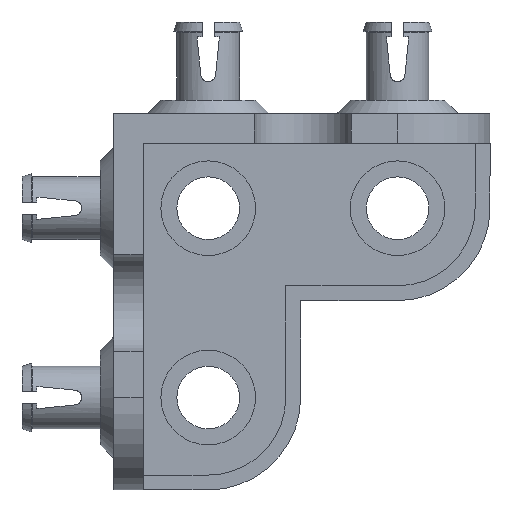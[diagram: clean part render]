
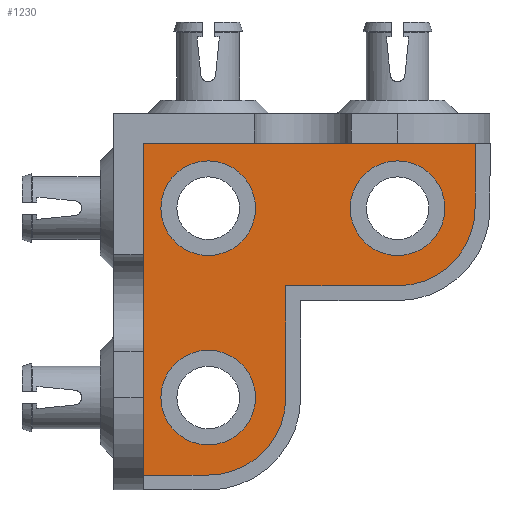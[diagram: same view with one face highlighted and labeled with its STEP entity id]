
A CAD part, front view. The second image highlights one B-rep face of the part: STEP entity #1230.
In plain terms, the highlighted planar face has unit normal (0, -1, 0).
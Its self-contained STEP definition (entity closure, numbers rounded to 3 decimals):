
#149=CARTESIAN_POINT('',(-4.35,2.175,-24.25));
#150=VERTEX_POINT('',#149);
#157=CARTESIAN_POINT('',(-4.35,2.175,-2.0));
#158=VERTEX_POINT('',#157);
#159=CARTESIAN_POINT('',(-4.35,2.175,-24.25));
#160=DIRECTION('',(0.0,0.0,1.0));
#161=VECTOR('',#160,22.25);
#162=LINE('',#159,#161);
#163=EDGE_CURVE('',#150,#158,#162,.T.);
#287=CARTESIAN_POINT('',(17.9,2.175,-2.));
#288=VERTEX_POINT('',#287);
#289=CARTESIAN_POINT('',(-4.35,2.175,-2.0));
#290=DIRECTION('',(1.0,0.0,0.0));
#291=VECTOR('',#290,22.25);
#292=LINE('',#289,#291);
#293=EDGE_CURVE('',#158,#288,#292,.T.);
#437=CARTESIAN_POINT('',(9.525,2.175,-6.35));
#438=VERTEX_POINT('',#437);
#439=CARTESIAN_POINT('',(12.7,2.175,-6.35));
#440=DIRECTION('',(0.0,1.0,0.0));
#441=DIRECTION('',(1.0,0.0,0.0));
#442=AXIS2_PLACEMENT_3D('',#439,#440,#441);
#443=CIRCLE('',#442,3.175);
#444=EDGE_CURVE('',#438,#438,#443,.T.);
#517=CARTESIAN_POINT('',(-3.175,2.175,-6.35));
#518=VERTEX_POINT('',#517);
#519=CARTESIAN_POINT('',(0.,2.175,-6.35));
#520=DIRECTION('',(0.0,1.0,0.0));
#521=DIRECTION('',(1.0,0.0,0.0));
#522=AXIS2_PLACEMENT_3D('',#519,#520,#521);
#523=CIRCLE('',#522,3.175);
#524=EDGE_CURVE('',#518,#518,#523,.T.);
#597=CARTESIAN_POINT('',(-3.175,2.175,-19.05));
#598=VERTEX_POINT('',#597);
#599=CARTESIAN_POINT('',(0.,2.175,-19.05));
#600=DIRECTION('',(0.0,1.0,0.0));
#601=DIRECTION('',(1.0,0.0,0.0));
#602=AXIS2_PLACEMENT_3D('',#599,#600,#601);
#603=CIRCLE('',#602,3.175);
#604=EDGE_CURVE('',#598,#598,#603,.T.);
#666=CARTESIAN_POINT('',(17.9,2.175,-6.35));
#667=VERTEX_POINT('',#666);
#668=CARTESIAN_POINT('',(17.9,2.175,-6.35));
#669=DIRECTION('',(0.0,0.0,1.0));
#670=VECTOR('',#669,4.35);
#671=LINE('',#668,#670);
#672=EDGE_CURVE('',#667,#288,#671,.T.);
#737=CARTESIAN_POINT('',(12.7,2.175,-11.55));
#738=VERTEX_POINT('',#737);
#739=CARTESIAN_POINT('',(12.7,2.175,-6.35));
#740=DIRECTION('',(0.0,-1.0,0.0));
#741=DIRECTION('',(-1.0,0.0,0.0));
#742=AXIS2_PLACEMENT_3D('',#739,#740,#741);
#743=CIRCLE('',#742,5.2);
#744=EDGE_CURVE('',#738,#667,#743,.T.);
#770=CARTESIAN_POINT('',(5.2,2.175,-11.55));
#771=VERTEX_POINT('',#770);
#772=CARTESIAN_POINT('',(5.2,2.175,-11.55));
#773=DIRECTION('',(1.0,0.0,0.0));
#774=VECTOR('',#773,7.5);
#775=LINE('',#772,#774);
#776=EDGE_CURVE('',#771,#738,#775,.T.);
#801=CARTESIAN_POINT('',(5.2,2.175,-19.05));
#802=VERTEX_POINT('',#801);
#803=CARTESIAN_POINT('',(5.2,2.175,-19.05));
#804=DIRECTION('',(0.0,0.0,1.0));
#805=VECTOR('',#804,7.5);
#806=LINE('',#803,#805);
#807=EDGE_CURVE('',#802,#771,#806,.T.);
#832=CARTESIAN_POINT('',(0.,2.175,-24.25));
#833=VERTEX_POINT('',#832);
#834=CARTESIAN_POINT('',(0.,2.175,-19.05));
#835=DIRECTION('',(0.0,-1.0,0.0));
#836=DIRECTION('',(-1.0,0.0,0.0));
#837=AXIS2_PLACEMENT_3D('',#834,#835,#836);
#838=CIRCLE('',#837,5.2);
#839=EDGE_CURVE('',#833,#802,#838,.T.);
#865=CARTESIAN_POINT('',(-4.35,2.175,-24.25));
#866=DIRECTION('',(1.0,0.0,0.0));
#867=VECTOR('',#866,4.35);
#868=LINE('',#865,#867);
#869=EDGE_CURVE('',#150,#833,#868,.T.);
#1206=CARTESIAN_POINT('',(4.166,2.175,-10.516));
#1207=DIRECTION('',(0.0,1.0,0.0));
#1208=DIRECTION('',(0.0,0.0,1.0));
#1209=AXIS2_PLACEMENT_3D('',#1206,#1207,#1208);
#1210=PLANE('',#1209);
#1211=ORIENTED_EDGE('',*,*,#672,.T.);
#1212=ORIENTED_EDGE('',*,*,#293,.F.);
#1213=ORIENTED_EDGE('',*,*,#163,.F.);
#1214=ORIENTED_EDGE('',*,*,#869,.T.);
#1215=ORIENTED_EDGE('',*,*,#839,.T.);
#1216=ORIENTED_EDGE('',*,*,#807,.T.);
#1217=ORIENTED_EDGE('',*,*,#776,.T.);
#1218=ORIENTED_EDGE('',*,*,#744,.T.);
#1219=EDGE_LOOP('',(#1211,#1212,#1213,#1214,#1215,#1216,#1217,#1218));
#1220=FACE_OUTER_BOUND('',#1219,.T.);
#1221=ORIENTED_EDGE('',*,*,#444,.T.);
#1222=EDGE_LOOP('',(#1221));
#1223=FACE_BOUND('',#1222,.T.);
#1224=ORIENTED_EDGE('',*,*,#524,.T.);
#1225=EDGE_LOOP('',(#1224));
#1226=FACE_BOUND('',#1225,.T.);
#1227=ORIENTED_EDGE('',*,*,#604,.T.);
#1228=EDGE_LOOP('',(#1227));
#1229=FACE_BOUND('',#1228,.T.);
#1230=ADVANCED_FACE('',(#1220,#1223,#1226,#1229),#1210,.F.);
